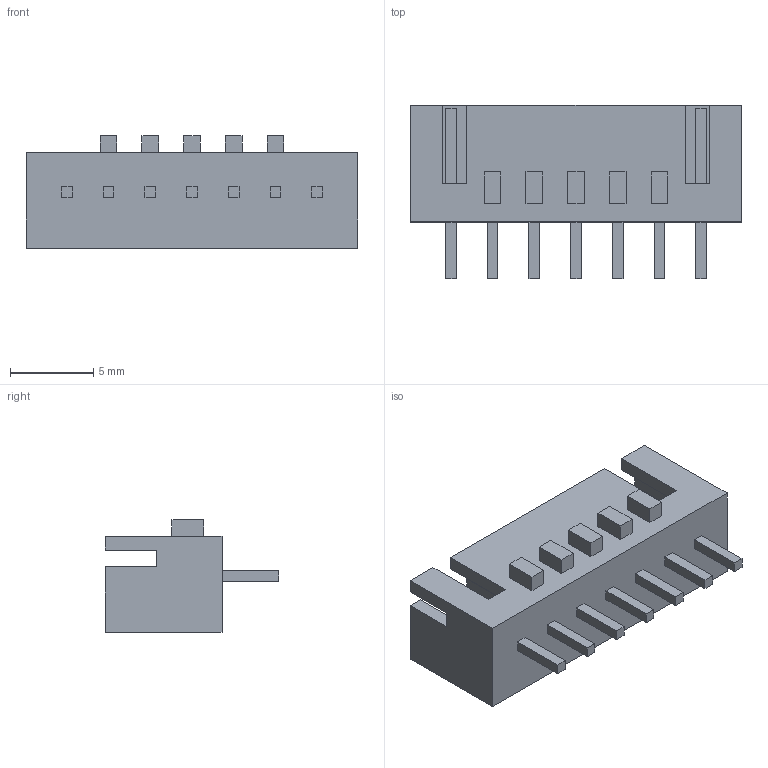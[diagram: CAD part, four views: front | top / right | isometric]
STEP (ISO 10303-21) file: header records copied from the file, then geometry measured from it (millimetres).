
FILE_DESCRIPTION (( 'STEP AP214' ), '1' );
FILE_NAME ('B7B-XH-2.STEP', '2010-06-23T07:15:43', ( 'JSTOEC' ), ( '' ), 'SwSTEP 2.0', 'SolidWorks 2005235', '' );
FILE_SCHEMA (( 'AUTOMOTIVE_DESIGN' ));
Length unit declared in the file: millimetre
Products named in the file (1): B7B-XH-2
Bounding box: 19.9 x 10.4 x 6.75 mm (x, y, z)
Volume: 465.9 mm3; surface area: 954.5 mm2
Topology: 1 solids, 1 shells, 119 faces, 294 edges, 196 vertices
Faces by surface type: plane 119
Entity records: 4241 total; most frequent: CARTESIAN_POINT 610, ORIENTED_EDGE 588, DIRECTION 534, EDGE_CURVE 294, VECTOR 294, LINE 294, VERTEX_POINT 196, EDGE_LOOP 138
